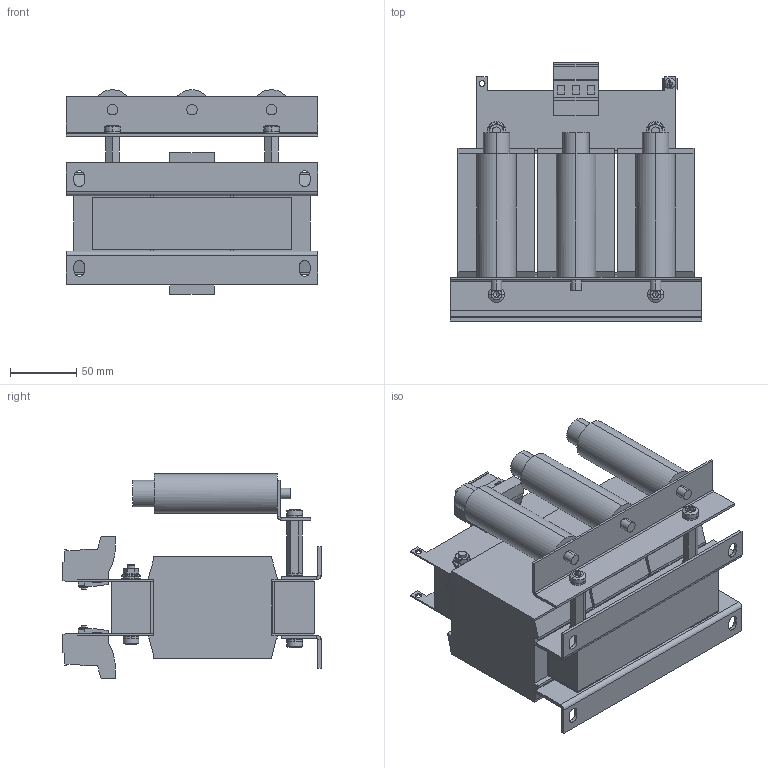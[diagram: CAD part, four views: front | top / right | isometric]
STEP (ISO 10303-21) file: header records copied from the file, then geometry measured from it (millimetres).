
FILE_DESCRIPTION (( 'STEP AP214' ), '1' );
FILE_NAME ('146974.STEP', '2020-05-29T02:48:42', ( '' ), ( '' ), 'SwSTEP 2.0', 'SolidWorks 2018', '' );
FILE_SCHEMA (( 'AUTOMOTIVE_DESIGN' ));
Length unit declared in the file: millimetre
Products named in the file (1): 146974
Bounding box: 190 x 194.8 x 154.2 mm (x, y, z)
Volume: 1974036.4 mm3; surface area: 278848.3 mm2
Topology: 1 solids, 1 shells, 753 faces, 1900 edges, 1178 vertices
Faces by surface type: plane 469, cylinder 168, cone 56, torus 24, bspline 24, sphere 12
Entity records: 23602 total; most frequent: CARTESIAN_POINT 5694, ORIENTED_EDGE 3768, DIRECTION 3594, EDGE_CURVE 1884, AXIS2_PLACEMENT_3D 1222, VERTEX_POINT 1178, VECTOR 1150, LINE 1150
